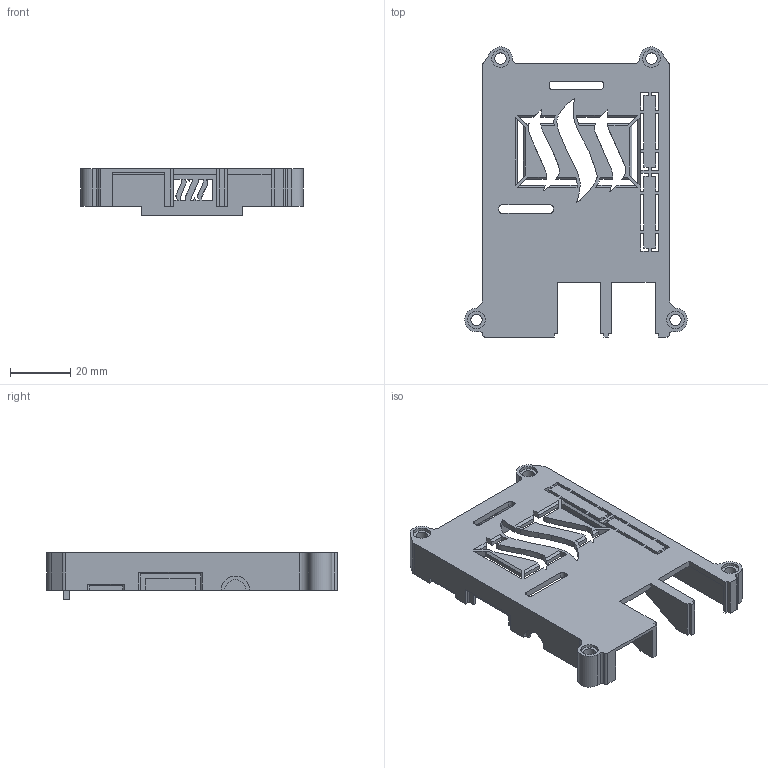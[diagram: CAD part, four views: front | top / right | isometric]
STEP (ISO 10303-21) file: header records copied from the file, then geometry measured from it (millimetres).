
FILE_DESCRIPTION(/* description */ (''),/* implementation_level */ '2;1');
FILE_NAME(/* name */ 'SteemPi Top Case.step',/* time_stamp */ '2017-12-19T14:22:46-05:00',/* author */ (''),/* organization */ (''),/* preprocessor_version */ 'ST-DEVELOPER v16.13',/* originating_system */ 'Autodesk Translation Framework v6.5.0.72',/* authorisation */ '');
FILE_SCHEMA (('AUTOMOTIVE_DESIGN { 1 0 10303 214 3 1 1 }'));
Length unit declared in the file: millimetre
Products named in the file (2): SteemPi Top Case; rpi2-top v1
Assembly tree (1 placements, depth 2):
  SteemPi Top Case
    rpi2-top v1
Bounding box: 73.78 x 96.25 x 15.5 mm (x, y, z)
Volume: 15484.4 mm3; surface area: 17868.2 mm2
Topology: 1 solids, 1 shells, 291 faces, 912 edges, 616 vertices
Faces by surface type: plane 215, bspline 40, cylinder 36
Full cylindrical faces by diameter (mm): 3.8 x4, 5.8 x4
Entity records: 14131 total; most frequent: CARTESIAN_POINT 6325, ORIENTED_EDGE 1824, DIRECTION 1332, EDGE_CURVE 912, LINE 664, VECTOR 664, VERTEX_POINT 616, EDGE_LOOP 338
